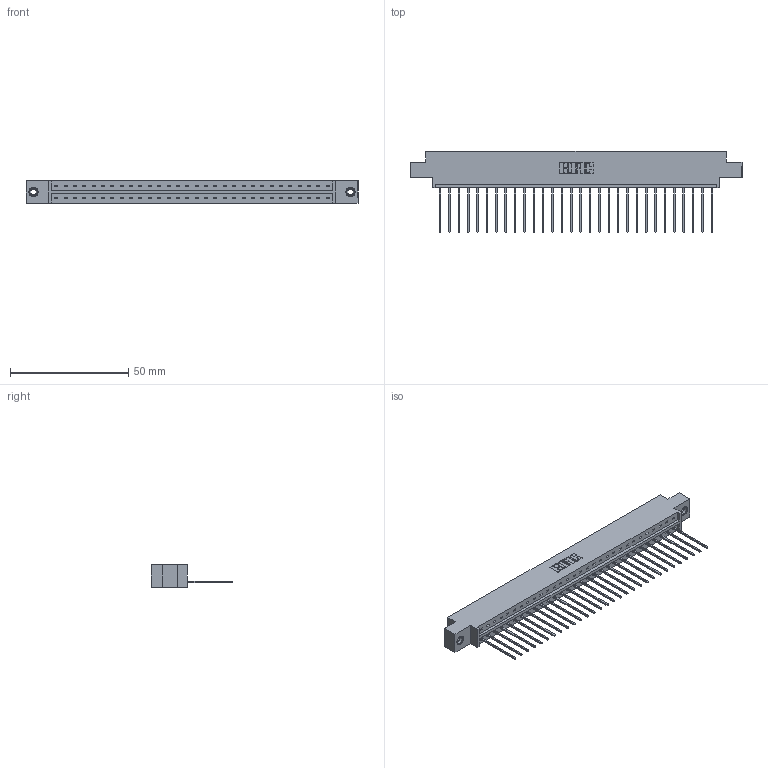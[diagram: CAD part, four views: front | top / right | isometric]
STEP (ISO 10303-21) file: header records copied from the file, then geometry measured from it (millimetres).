
FILE_DESCRIPTION (( 'STEP AP203' ), '1' );
FILE_NAME ('833-030-541-608.STEP', '2020-06-02T13:19:16', ( '' ), ( '' ), 'SwSTEP 2.0', 'SolidWorks 2020', '' );
FILE_SCHEMA (( 'CONFIG_CONTROL_DESIGN' ));
Length unit declared in the file: inch
Products named in the file (4): 833 Part_Offset - .156 Dia - TI; 345-292-001_345-293-141; 833-030-541-608; 345-250-001_345-250-003-102
Assembly tree (33 placements, depth 2):
  833-030-541-608
    833 Part_Offset - .156 Dia - TI
    345-292-001_345-293-141  x30
    345-250-001_345-250-003-102  x2
Bounding box: 140.41 x 34.3 x 9.4 mm (x, y, z)
Volume: 13890.8 mm3; surface area: 15782.8 mm2
Topology: 33 solids, 33 shells, 1918 faces, 5739 edges, 3778 vertices
Faces by surface type: plane 1366, cylinder 536, cone 12, torus 4
Entity records: 21228 total; most frequent: CARTESIAN_POINT 3647, ORIENTED_EDGE 3606, DIRECTION 3133, EDGE_CURVE 1803, VECTOR 1655, LINE 1655, VERTEX_POINT 1196, AXIS2_PLACEMENT_3D 739
